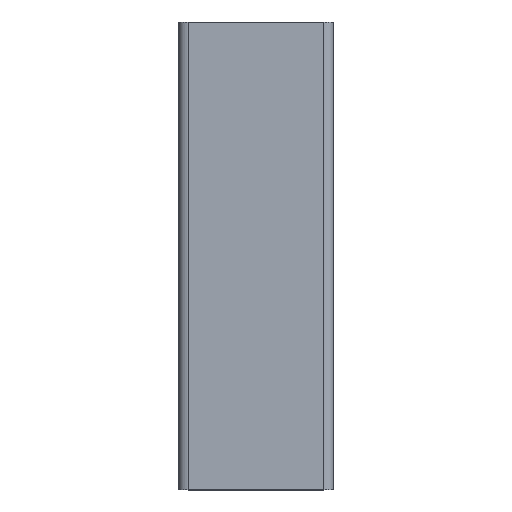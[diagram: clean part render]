
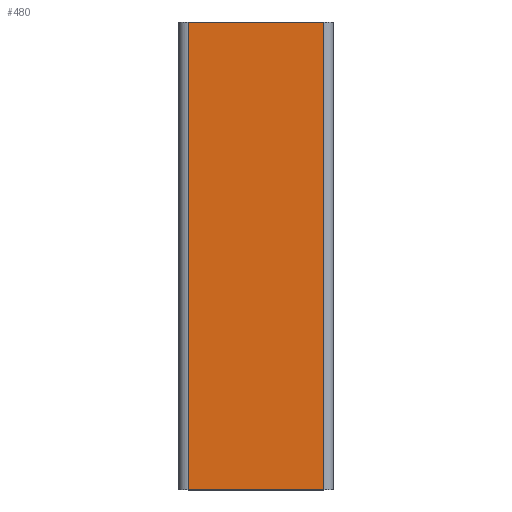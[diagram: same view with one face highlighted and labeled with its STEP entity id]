
A CAD part, top view. The second image highlights one B-rep face of the part: STEP entity #480.
In plain terms, the highlighted planar face has unit normal (0, 0, 1).
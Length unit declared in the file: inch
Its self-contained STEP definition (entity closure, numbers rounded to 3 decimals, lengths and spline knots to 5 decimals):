
#417=CARTESIAN_POINT('',(12.62016,11.99109,0.25));
#418=VERTEX_POINT('',#417);
#426=CARTESIAN_POINT('',(12.62016,5.99109,0.25));
#427=VERTEX_POINT('',#426);
#428=CARTESIAN_POINT('',(12.62016,8.99109,0.25));
#429=DIRECTION('',(0.,-1.,0.));
#430=VECTOR('',#429,1.);
#431=LINE('',#428,#430);
#432=EDGE_CURVE('',#418,#427,#431,.T.);
#450=CARTESIAN_POINT('',(10.88516,11.99109,0.25));
#451=VERTEX_POINT('',#450);
#452=CARTESIAN_POINT('',(12.62016,11.99109,0.25));
#453=DIRECTION('',(-1.,0.,0.));
#454=VECTOR('',#453,1.);
#455=LINE('',#452,#454);
#456=EDGE_CURVE('',#418,#451,#455,.T.);
#457=ORIENTED_EDGE('',*,*,#456,.T.);
#458=CARTESIAN_POINT('',(10.88516,5.99109,0.25));
#459=VERTEX_POINT('',#458);
#460=CARTESIAN_POINT('',(10.88516,8.99109,0.25));
#461=DIRECTION('',(0.,1.,0.));
#462=VECTOR('',#461,1.);
#463=LINE('',#460,#462);
#464=EDGE_CURVE('',#459,#451,#463,.T.);
#465=ORIENTED_EDGE('',*,*,#464,.F.);
#466=CARTESIAN_POINT('',(12.62016,5.99109,0.25));
#467=DIRECTION('',(1.,0.,0.));
#468=VECTOR('',#467,1.);
#469=LINE('',#466,#468);
#470=EDGE_CURVE('',#459,#427,#469,.T.);
#471=ORIENTED_EDGE('',*,*,#470,.T.);
#472=ORIENTED_EDGE('',*,*,#432,.F.);
#473=EDGE_LOOP('',(#457,#465,#471,#472));
#474=FACE_OUTER_BOUND('',#473,.T.);
#475=CARTESIAN_POINT('',(11.75266,8.99109,0.25));
#476=DIRECTION('',(0.,0.,1.));
#477=DIRECTION('',(1.,0.,0.));
#478=AXIS2_PLACEMENT_3D('',#475,#476,#477);
#479=PLANE('',#478);
#480=ADVANCED_FACE('',(#474),#479,.T.);
